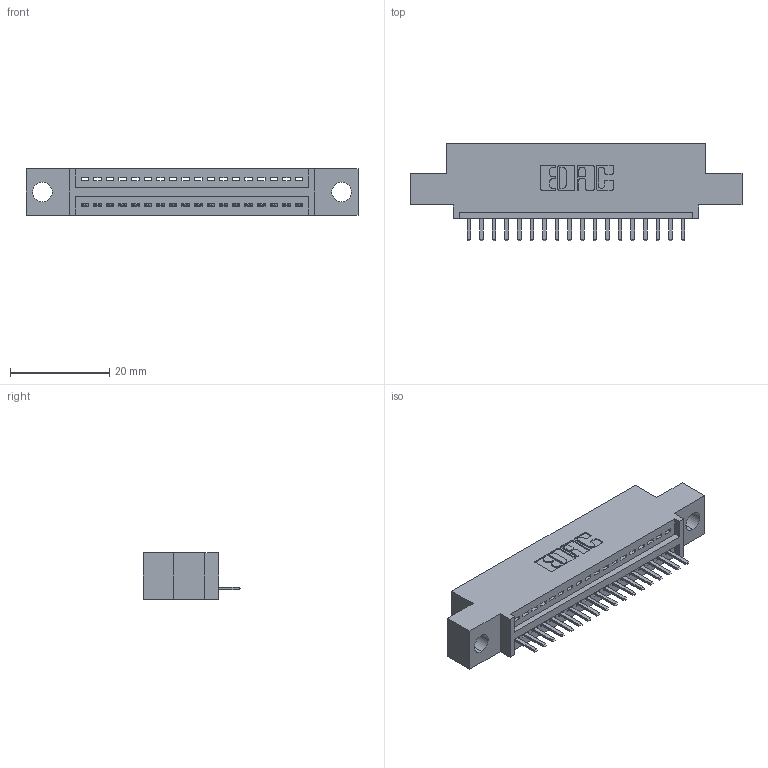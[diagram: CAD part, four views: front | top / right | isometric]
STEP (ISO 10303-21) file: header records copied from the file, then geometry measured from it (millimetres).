
FILE_DESCRIPTION (( 'STEP AP203' ), '1' );
FILE_NAME ('395-018-520-404.STEP', '2021-05-31T14:25:25', ( '' ), ( '' ), 'SwSTEP 2.0', 'SolidWorks 2020', '' );
FILE_SCHEMA (( 'CONFIG_CONTROL_DESIGN' ));
Length unit declared in the file: inch
Products named in the file (3): 345 Part_0.110 Offset - 0.156 Dia-TI; 345-292-001_345-293-120; 395-018-520-404
Assembly tree (19 placements, depth 2):
  395-018-520-404
    345 Part_0.110 Offset - 0.156 Dia-TI
    345-292-001_345-293-120  x18
Bounding box: 66.93 x 19.68 x 9.4 mm (x, y, z)
Volume: 5929.3 mm3; surface area: 7308.3 mm2
Topology: 19 solids, 19 shells, 1260 faces, 3701 edges, 2418 vertices
Faces by surface type: plane 854, cylinder 406
Entity records: 17443 total; most frequent: CARTESIAN_POINT 3044, ORIENTED_EDGE 2982, DIRECTION 2679, EDGE_CURVE 1491, VECTOR 1283, LINE 1283, VERTEX_POINT 990, AXIS2_PLACEMENT_3D 698
